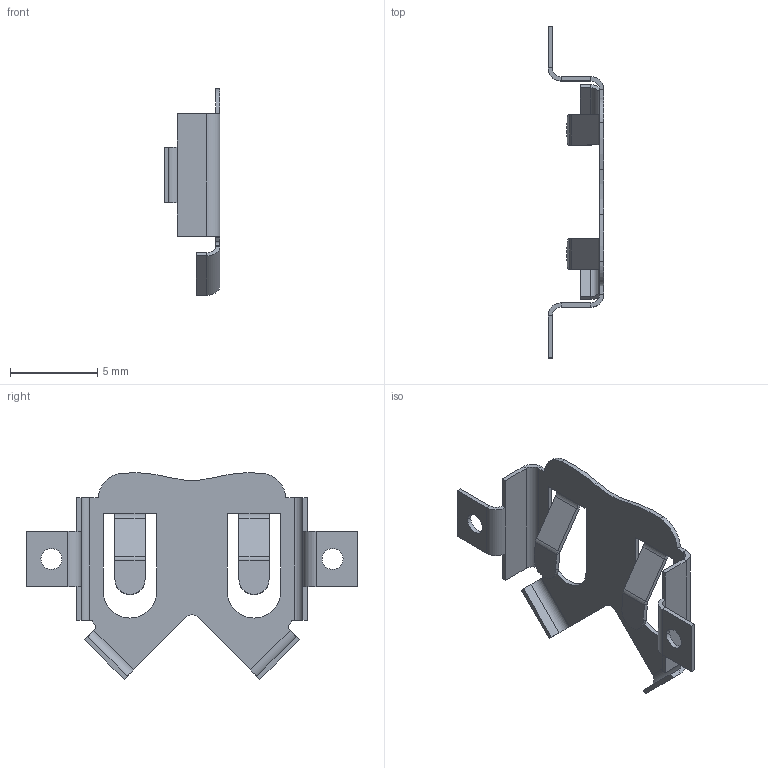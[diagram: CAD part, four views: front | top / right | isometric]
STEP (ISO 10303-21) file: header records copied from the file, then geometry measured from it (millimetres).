
FILE_DESCRIPTION((''),'2;1');
FILE_NAME('S8201-XX','2011-08-02T',('wbourne'),(''),'PRO/ENGINEER BY PARAMETRIC TECHNOLOGY CORPORATION, 2010280','PRO/ENGINEER BY PARAMETRIC TECHNOLOGY CORPORATION, 2010280','');
FILE_SCHEMA(('CONFIG_CONTROL_DESIGN','SHAPE_APPEARANCE_LAYERS_GROUPS'));
Length unit declared in the file: millimetre
Products named in the file (1): S8201-XX
Bounding box: 3.2 x 19 x 11.82 mm (x, y, z)
Volume: 39.8 mm3; surface area: 355 mm2
Topology: 1 solids, 1 shells, 137 faces, 322 edges, 188 vertices
Faces by surface type: plane 99, cylinder 38
Entity records: 4847 total; most frequent: DIRECTION 672, CARTESIAN_POINT 647, ORIENTED_EDGE 644, PRESENTATION_STYLE_ASSIGNMENT 323, STYLED_ITEM 323, CURVE_STYLE 322, EDGE_CURVE 322, VECTOR 246
